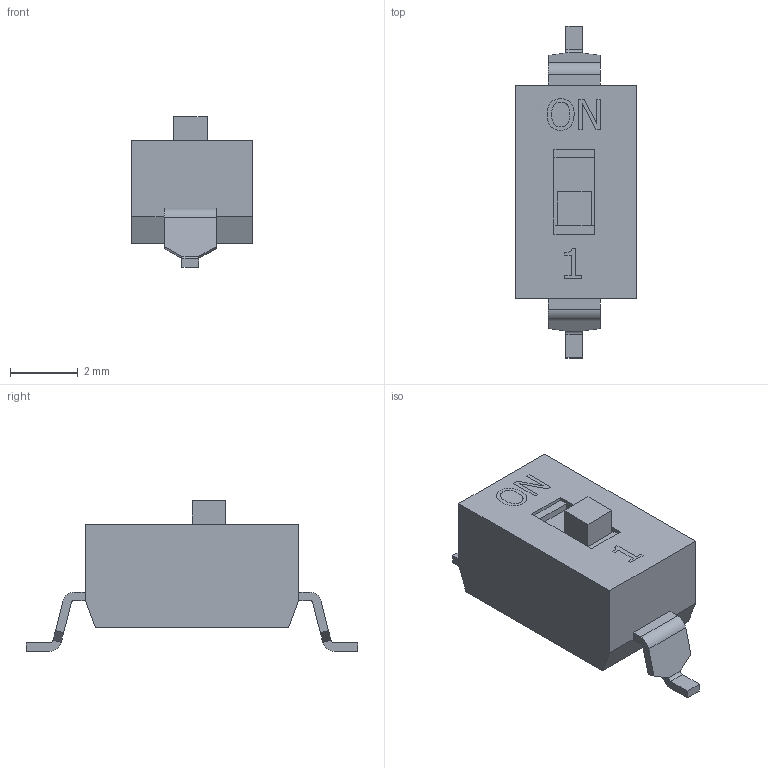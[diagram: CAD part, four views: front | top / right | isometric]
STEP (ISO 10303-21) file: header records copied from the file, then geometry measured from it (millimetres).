
FILE_DESCRIPTION((' '),'2;1');
FILE_NAME('KAE01LGGx.stp','2017-08-01T10:58:29',(' '),(' '),' ','ACIS',' ');
FILE_SCHEMA(('CONFIG_CONTROL_DESIGN'));
Length unit declared in the file: inch
Products named in the file (1): KAE01LGGx.stp
Bounding box: 3.58 x 9.8 x 4.45 mm (x, y, z)
Volume: 69.7 mm3; surface area: 123.9 mm2
Topology: 1 solids, 1 shells, 61 faces, 183 edges, 129 vertices
Faces by surface type: plane 53, cylinder 8
Entity records: 2207 total; most frequent: CARTESIAN_POINT 441, ORIENTED_EDGE 366, DIRECTION 308, EDGE_CURVE 183, VECTOR 152, LINE 152, VERTEX_POINT 129, AXIS2_PLACEMENT_3D 78
